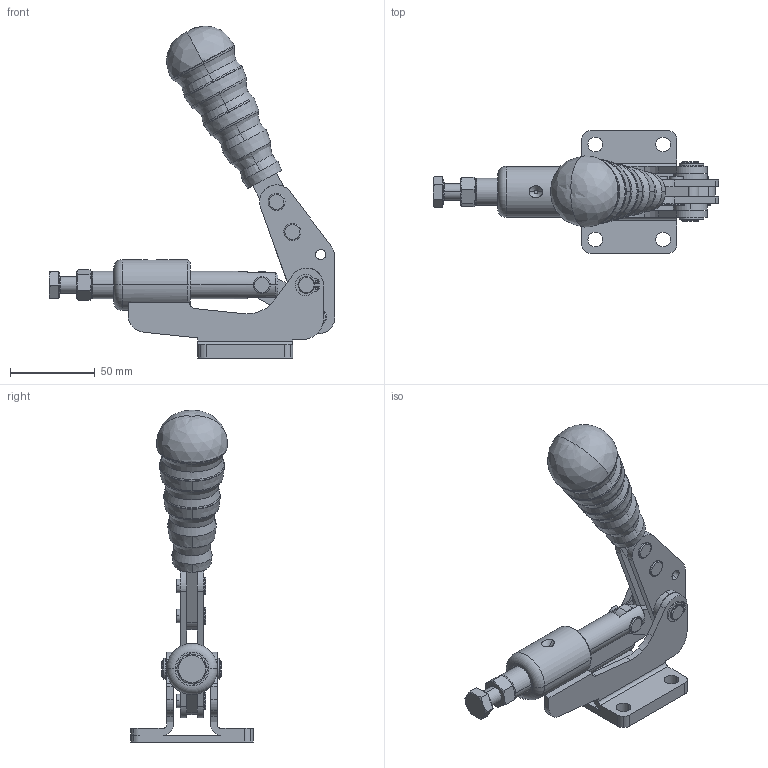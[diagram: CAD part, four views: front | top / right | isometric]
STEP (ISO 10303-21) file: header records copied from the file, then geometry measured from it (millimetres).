
FILE_DESCRIPTION((''),'2;1');
FILE_NAME('320-opened.stp','2005-09-28T08:40:06',('Kysilko'),(''),'Autodesk Inventor 8','Autodesk Inventor 8','');
FILE_SCHEMA(('AUTOMOTIVE_DESIGN { 1 0 10303 214 1 1 1 1 }'));
Length unit declared in the file: millimetre
Products named in the file (1): Part12
Bounding box: 168.32 x 72 x 195.54 mm (x, y, z)
Volume: 199172.4 mm3; surface area: 60020.7 mm2
Topology: 1 solids, 4 shells, 384 faces, 994 edges, 632 vertices
Faces by surface type: cylinder 112, plane 105, bspline 89, cone 54, torus 24
Entity records: 13790 total; most frequent: CARTESIAN_POINT 4396, DIRECTION 2042, ORIENTED_EDGE 1968, EDGE_CURVE 984, AXIS2_PLACEMENT_3D 817, VERTEX_POINT 632, CIRCLE 521, EDGE_LOOP 438
